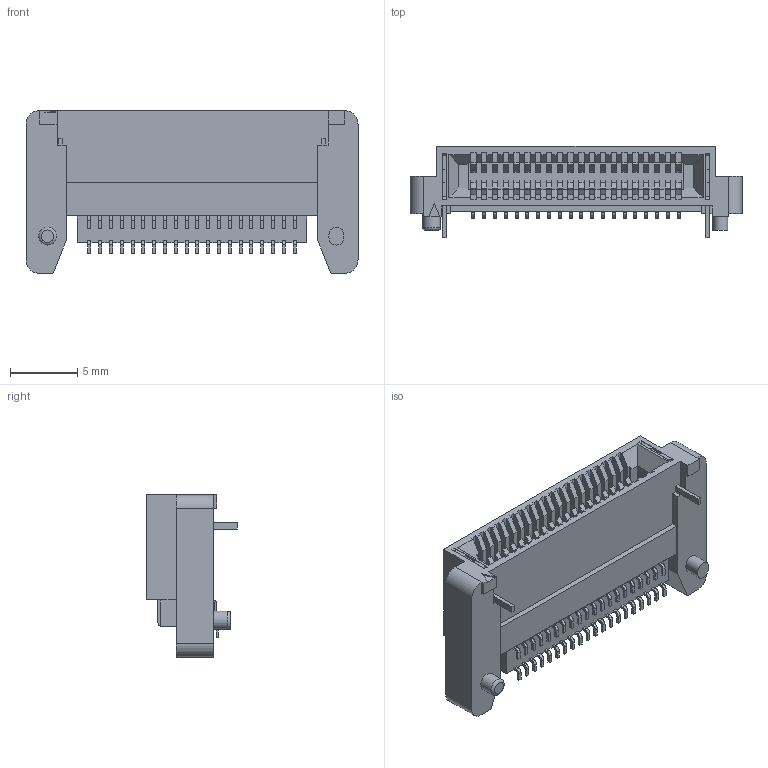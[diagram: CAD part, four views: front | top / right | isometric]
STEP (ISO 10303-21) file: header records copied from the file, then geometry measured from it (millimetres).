
FILE_DESCRIPTION( ( 'STEP AP214' ), '1' );
FILE_NAME( 'HSEC8-120-01-L-RA.stp', '2019-01-24T22:39:59', ( '' ), ( '' ), ' ', 'PARTsolutions', ' ' );
FILE_SCHEMA( ( 'AUTOMOTIVE_DESIGN { 1 0 10303 214 1 1 1 1 }' ) );
Length unit declared in the file: millimetre
Products named in the file (3): HSEC8-120-01-L-RA; _HSEC8-20-01-D-RA-_socket; _C-272-20
Assembly tree (2 placements, depth 2):
  HSEC8-120-01-L-RA
    _HSEC8-20-01-D-RA-_socket
    _C-272-20
Bounding box: 24.6 x 6.74 x 12.05 mm (x, y, z)
Volume: 739.1 mm3; surface area: 2002.5 mm2
Topology: 2 solids, 2 shells, 1251 faces, 3712 edges, 2471 vertices
Faces by surface type: plane 1039, cylinder 211, torus 1
Full cylindrical faces by diameter (mm): 1.32 x1
Entity records: 51441 total; most frequent: CARTESIAN_POINT 7435, ORIENTED_EDGE 7420, DIRECTION 6641, EDGE_CURVE 3710, LINE 3287, VECTOR 3287, VERTEX_POINT 2471, AXIS2_PLACEMENT_3D 1677
